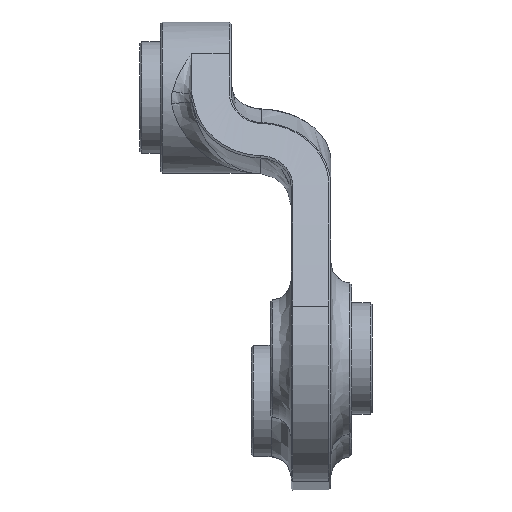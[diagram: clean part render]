
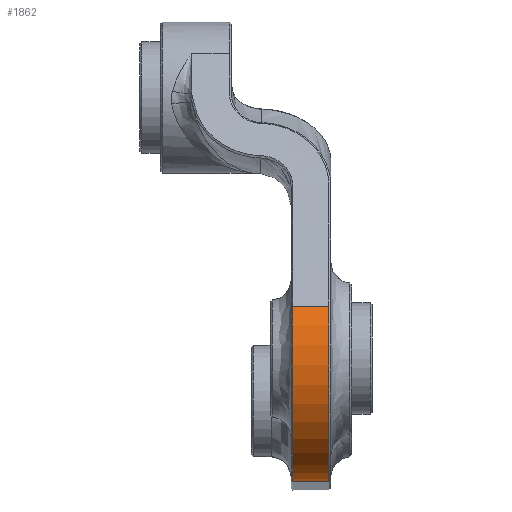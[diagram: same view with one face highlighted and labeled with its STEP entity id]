
A CAD part, left-side view. The second image highlights one B-rep face of the part: STEP entity #1862.
In plain terms, the highlighted cylindrical face has radius 19.685 mm (diameter 39.37 mm), a partial arc.
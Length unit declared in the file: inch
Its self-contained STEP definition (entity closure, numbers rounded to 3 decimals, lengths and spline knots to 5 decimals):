
#132 = DIRECTION ( 'NONE',  ( 0., -1., 0. ) ) ;
#467 = CARTESIAN_POINT ( 'NONE',  ( -0.03635, -1.188, -0.77415 ) ) ;
#652 = DIRECTION ( 'NONE',  ( 0., -1., 0. ) ) ;
#903 = VECTOR ( 'NONE', #652, 39.37008 ) ;
#1151 = DIRECTION ( 'NONE',  ( 0., 0., 1. ) ) ;
#1178 = AXIS2_PLACEMENT_3D ( 'NONE', #2630, #7498, #1151 ) ;
#1381 = DIRECTION ( 'NONE',  ( 0., 0., 1. ) ) ;
#1550 = EDGE_CURVE ( 'NONE', #5711, #4573, #3202, .T. ) ;
#1806 = DIRECTION ( 'NONE',  ( 0., -1., 0. ) ) ;
#1862 = ADVANCED_FACE ( 'NONE', ( #6894 ), #6103, .T. ) ;
#1975 = EDGE_CURVE ( 'NONE', #8609, #7535, #7809, .T. ) ;
#2544 = AXIS2_PLACEMENT_3D ( 'NONE', #5320, #1806, #4627 ) ;
#2630 = CARTESIAN_POINT ( 'NONE',  ( 0., -1.2, 0. ) ) ;
#2673 = ORIENTED_EDGE ( 'NONE', *, *, #1550, .F. ) ;
#2861 = CARTESIAN_POINT ( 'NONE',  ( -0.03635, -0.96038, -0.77415 ) ) ;
#3202 = LINE ( 'NONE', #6996, #903 ) ;
#3539 = ORIENTED_EDGE ( 'NONE', *, *, #4393, .T. ) ;
#4393 = EDGE_CURVE ( 'NONE', #5711, #8609, #8029, .T. ) ;
#4573 = VERTEX_POINT ( 'NONE', #5031 ) ;
#4601 = CARTESIAN_POINT ( 'NONE',  ( -0.70163, -0.96038, 0.32916 ) ) ;
#4627 = DIRECTION ( 'NONE',  ( 0., 0., 1. ) ) ;
#5031 = CARTESIAN_POINT ( 'NONE',  ( -0.70163, -1.188, 0.32916 ) ) ;
#5320 = CARTESIAN_POINT ( 'NONE',  ( 0., -0.96038, 0. ) ) ;
#5465 = VECTOR ( 'NONE', #132, 39.37008 ) ;
#5711 = VERTEX_POINT ( 'NONE', #4601 ) ;
#6103 = CYLINDRICAL_SURFACE ( 'NONE', #1178, 0.775 ) ;
#6191 = DIRECTION ( 'NONE',  ( 0., -1., 0. ) ) ;
#6404 = CIRCLE ( 'NONE', #6976, 0.775 ) ;
#6468 = CARTESIAN_POINT ( 'NONE',  ( -0.03635, -1.2, -0.77415 ) ) ;
#6802 = ORIENTED_EDGE ( 'NONE', *, *, #7620, .F. ) ;
#6894 = FACE_OUTER_BOUND ( 'NONE', #8236, .T. ) ;
#6976 = AXIS2_PLACEMENT_3D ( 'NONE', #9157, #6191, #1381 ) ;
#6996 = CARTESIAN_POINT ( 'NONE',  ( -0.70163, -1.2, 0.32916 ) ) ;
#7498 = DIRECTION ( 'NONE',  ( 0., 1., 0. ) ) ;
#7535 = VERTEX_POINT ( 'NONE', #467 ) ;
#7620 = EDGE_CURVE ( 'NONE', #4573, #7535, #6404, .T. ) ;
#7809 = LINE ( 'NONE', #6468, #5465 ) ;
#8029 = CIRCLE ( 'NONE', #2544, 0.775 ) ;
#8236 = EDGE_LOOP ( 'NONE', ( #2673, #3539, #8837, #6802 ) ) ;
#8609 = VERTEX_POINT ( 'NONE', #2861 ) ;
#8837 = ORIENTED_EDGE ( 'NONE', *, *, #1975, .T. ) ;
#9157 = CARTESIAN_POINT ( 'NONE',  ( 0., -1.188, 0. ) ) ;
